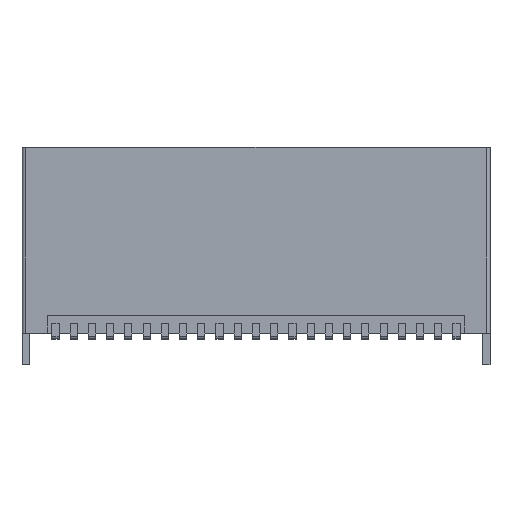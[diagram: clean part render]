
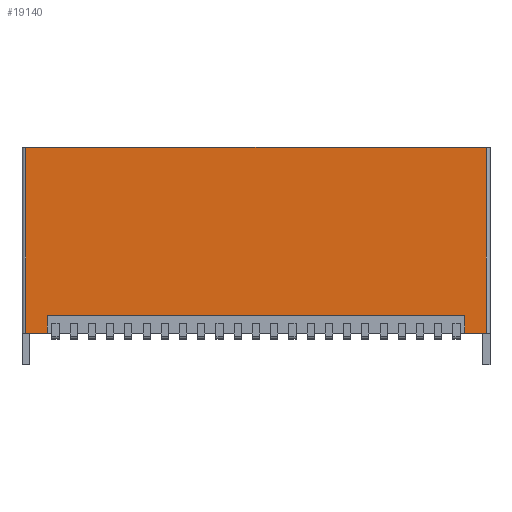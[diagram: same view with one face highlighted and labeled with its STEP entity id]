
A CAD part, top view. The second image highlights one B-rep face of the part: STEP entity #19140.
In plain terms, the highlighted planar face has unit normal (0, 0, 1).
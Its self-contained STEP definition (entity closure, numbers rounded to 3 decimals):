
#17634=CARTESIAN_POINT('',(-32.105,11.165,12.7));
#17635=VERTEX_POINT('',#17634);
#17653=CARTESIAN_POINT('',(-32.105,-14.735,12.7));
#17654=VERTEX_POINT('',#17653);
#17662=CARTESIAN_POINT('',(-32.105,-14.735,12.7));
#17663=DIRECTION('',(0.0,1.0,0.0));
#17664=VECTOR('',#17663,25.9);
#17665=LINE('',#17662,#17664);
#17666=EDGE_CURVE('',#17654,#17635,#17665,.T.);
#17701=CARTESIAN_POINT('',(-29.105,-14.735,12.7));
#17702=VERTEX_POINT('',#17701);
#17709=CARTESIAN_POINT('',(-32.105,-14.735,12.7));
#17710=DIRECTION('',(1.0,0.0,0.0));
#17711=VECTOR('',#17710,3.0);
#17712=LINE('',#17709,#17711);
#17713=EDGE_CURVE('',#17654,#17702,#17712,.T.);
#17929=CARTESIAN_POINT('',(32.105,11.165,12.7));
#17930=VERTEX_POINT('',#17929);
#17938=CARTESIAN_POINT('',(32.105,-14.735,12.7));
#17939=VERTEX_POINT('',#17938);
#17940=CARTESIAN_POINT('',(32.105,11.165,12.7));
#17941=DIRECTION('',(0.0,-1.0,0.0));
#17942=VECTOR('',#17941,25.9);
#17943=LINE('',#17940,#17942);
#17944=EDGE_CURVE('',#17930,#17939,#17943,.T.);
#18181=CARTESIAN_POINT('',(29.105,-14.735,12.7));
#18182=VERTEX_POINT('',#18181);
#18183=CARTESIAN_POINT('',(29.105,-14.735,12.7));
#18184=DIRECTION('',(1.0,0.0,0.0));
#18185=VECTOR('',#18184,3.0);
#18186=LINE('',#18183,#18185);
#18187=EDGE_CURVE('',#18182,#17939,#18186,.T.);
#18829=CARTESIAN_POINT('',(-29.105,-12.235,12.7));
#18830=VERTEX_POINT('',#18829);
#18837=CARTESIAN_POINT('',(-29.105,-14.735,12.7));
#18838=DIRECTION('',(0.0,1.0,0.0));
#18839=VECTOR('',#18838,2.5);
#18840=LINE('',#18837,#18839);
#18841=EDGE_CURVE('',#17702,#18830,#18840,.T.);
#18860=CARTESIAN_POINT('',(29.105,-12.235,12.7));
#18861=VERTEX_POINT('',#18860);
#18868=CARTESIAN_POINT('',(-29.105,-12.235,12.7));
#18869=DIRECTION('',(1.0,0.0,0.0));
#18870=VECTOR('',#18869,58.21);
#18871=LINE('',#18868,#18870);
#18872=EDGE_CURVE('',#18830,#18861,#18871,.T.);
#18890=CARTESIAN_POINT('',(29.105,-12.235,12.7));
#18891=DIRECTION('',(0.0,-1.0,0.0));
#18892=VECTOR('',#18891,2.5);
#18893=LINE('',#18890,#18892);
#18894=EDGE_CURVE('',#18861,#18182,#18893,.T.);
#19120=CARTESIAN_POINT('',(31.605,-14.735,12.7));
#19121=DIRECTION('',(0.0,0.0,1.0));
#19122=DIRECTION('',(1.0,0.0,0.0));
#19123=AXIS2_PLACEMENT_3D('',#19120,#19121,#19122);
#19124=PLANE('',#19123);
#19125=ORIENTED_EDGE('',*,*,#17666,.F.);
#19126=ORIENTED_EDGE('',*,*,#17713,.T.);
#19127=ORIENTED_EDGE('',*,*,#18841,.T.);
#19128=ORIENTED_EDGE('',*,*,#18872,.T.);
#19129=ORIENTED_EDGE('',*,*,#18894,.T.);
#19130=ORIENTED_EDGE('',*,*,#18187,.T.);
#19131=ORIENTED_EDGE('',*,*,#17944,.F.);
#19132=CARTESIAN_POINT('',(32.105,11.165,12.7));
#19133=DIRECTION('',(-1.0,0.0,0.0));
#19134=VECTOR('',#19133,64.21);
#19135=LINE('',#19132,#19134);
#19136=EDGE_CURVE('',#17930,#17635,#19135,.T.);
#19137=ORIENTED_EDGE('',*,*,#19136,.T.);
#19138=EDGE_LOOP('',(#19125,#19126,#19127,#19128,#19129,#19130,#19131,#19137));
#19139=FACE_OUTER_BOUND('',#19138,.T.);
#19140=ADVANCED_FACE('',(#19139),#19124,.T.);
